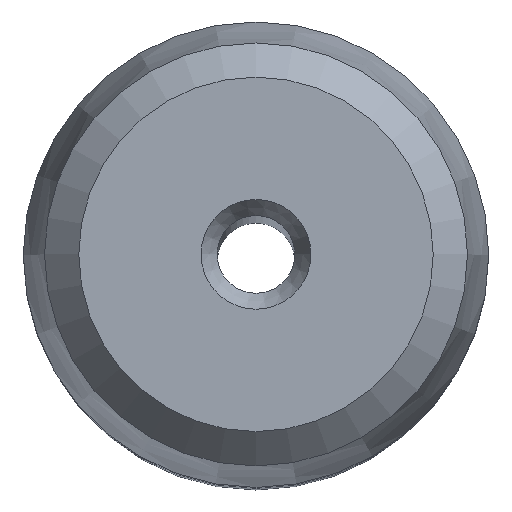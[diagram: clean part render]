
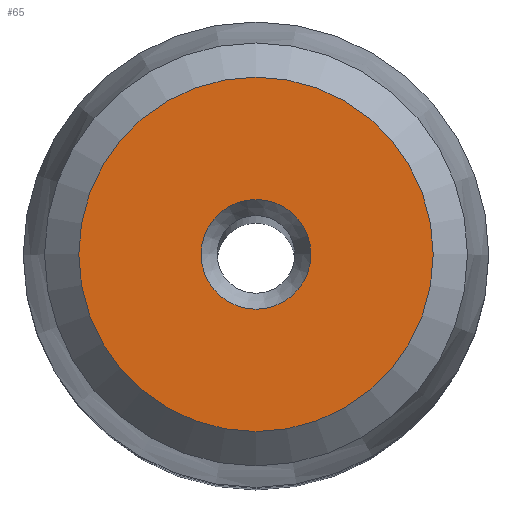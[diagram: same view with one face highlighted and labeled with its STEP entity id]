
A CAD part, top view. The second image highlights one B-rep face of the part: STEP entity #65.
In plain terms, the highlighted planar face has unit normal (0, 0, 1).
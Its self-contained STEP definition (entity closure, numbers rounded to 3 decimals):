
#65=ADVANCED_FACE('',(#104,#105),#92,.F.);
#92=PLANE('',#862);
#104=FACE_BOUND('',#142,.T.);
#105=FACE_BOUND('',#143,.T.);
#142=EDGE_LOOP('',(#188));
#143=EDGE_LOOP('',(#189));
#188=ORIENTED_EDGE('',*,*,#306,.F.);
#189=ORIENTED_EDGE('',*,*,#307,.T.);
#272=VERTEX_POINT('',#1164);
#273=VERTEX_POINT('',#1166);
#306=EDGE_CURVE('',#272,#272,#348,.T.);
#307=EDGE_CURVE('',#273,#273,#349,.T.);
#348=CIRCLE('',#860,1.2);
#349=CIRCLE('',#861,3.875);
#860=AXIS2_PLACEMENT_3D('',#1163,#977,#978);
#861=AXIS2_PLACEMENT_3D('',#1165,#979,#980);
#862=AXIS2_PLACEMENT_3D('',#1167,#981,#982);
#977=DIRECTION('',(0.,0.,1.));
#978=DIRECTION('',(-1.,0.,0.));
#979=DIRECTION('',(0.,0.,1.));
#980=DIRECTION('',(-1.,0.,0.));
#981=DIRECTION('',(0.,0.,-1.));
#982=DIRECTION('',(-1.,0.,0.));
#1163=CARTESIAN_POINT('',(0.,0.,100.));
#1164=CARTESIAN_POINT('',(-1.2,0.,100.));
#1165=CARTESIAN_POINT('',(0.,0.,100.));
#1166=CARTESIAN_POINT('',(-3.875,0.,100.));
#1167=CARTESIAN_POINT('',(0.,0.,100.));
